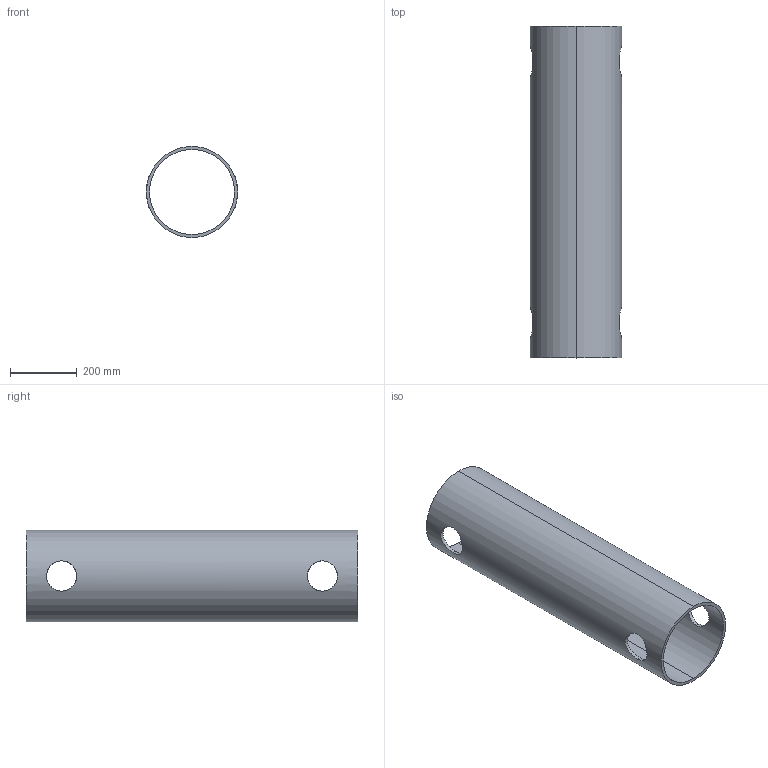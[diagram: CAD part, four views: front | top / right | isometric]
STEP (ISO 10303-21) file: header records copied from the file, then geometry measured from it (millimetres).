
FILE_DESCRIPTION (( 'STEP AP203' ), '1' );
FILE_NAME ('PSA-3.STEP', '2021-03-11T19:01:10', ( '' ), ( '' ), 'SwSTEP 2.0', 'SolidWorks 2021', '' );
FILE_SCHEMA (( 'CONFIG_CONTROL_DESIGN' ));
Length unit declared in the file: inch
Products named in the file (1): PSA-3
Bounding box: 273.05 x 993.77 x 273.05 mm (x, y, z)
Volume: 7392733.7 mm3; surface area: 1621052.3 mm2
Topology: 1 solids, 1 shells, 14 faces, 36 edges, 24 vertices
Faces by surface type: cylinder 12, plane 2
Entity records: 1535 total; most frequent: CARTESIAN_POINT 1115, ORIENTED_EDGE 72, DIRECTION 58, EDGE_CURVE 36, EDGE_LOOP 24, VERTEX_POINT 24, AXIS2_PLACEMENT_3D 23, B_SPLINE_CURVE_WITH_KNOTS 16
